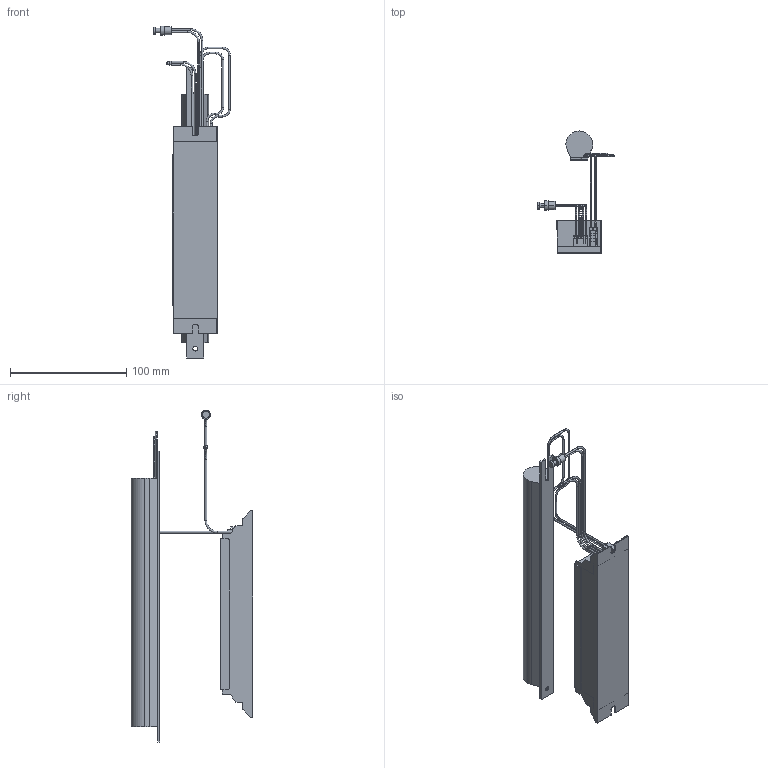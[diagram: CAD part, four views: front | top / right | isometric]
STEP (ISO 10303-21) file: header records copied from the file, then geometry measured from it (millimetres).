
FILE_DESCRIPTION (( 'STEP AP214' ), '1' );
FILE_NAME ('LLVPOD-EPK-58-3H.STEP', '2017-09-08T11:51:37', ( '' ), ( '' ), 'SwSTEP 2.0', 'SolidWorks 2014', '' );
FILE_SCHEMA (( 'AUTOMOTIVE_DESIGN' ));
Length unit declared in the file: millimetre
Products named in the file (1): LLVPOD-EPK-58-3H
Bounding box: 66.04 x 104.6 x 285.5 mm (x, y, z)
Volume: 248666.8 mm3; surface area: 51037.3 mm2
Topology: 1 solids, 1 shells, 368 faces, 956 edges, 614 vertices
Faces by surface type: plane 228, cylinder 100, torus 38, bspline 2
Entity records: 11242 total; most frequent: CARTESIAN_POINT 1967, DIRECTION 1940, ORIENTED_EDGE 1912, EDGE_CURVE 956, VECTOR 702, LINE 702, AXIS2_PLACEMENT_3D 619, VERTEX_POINT 614
